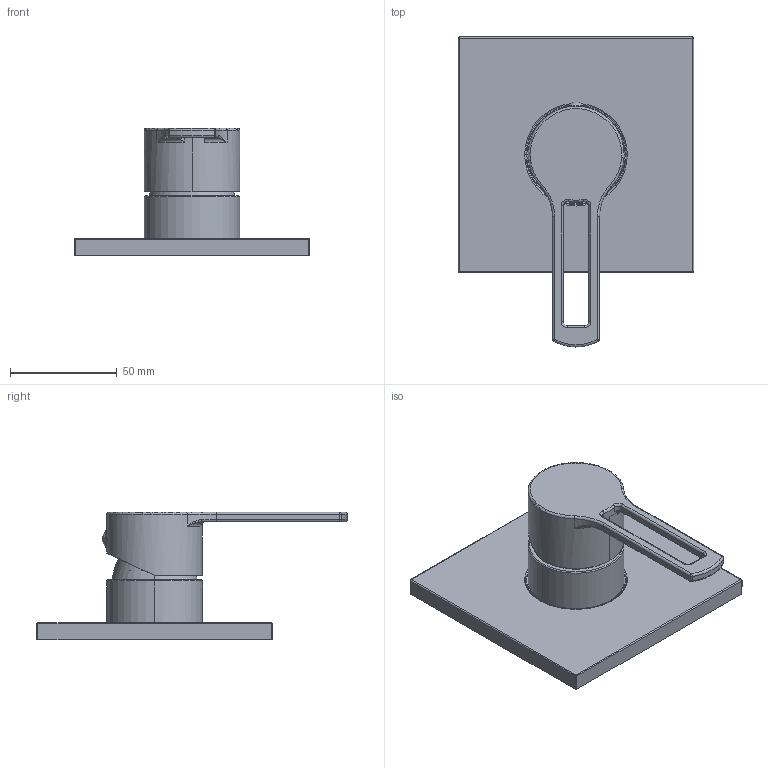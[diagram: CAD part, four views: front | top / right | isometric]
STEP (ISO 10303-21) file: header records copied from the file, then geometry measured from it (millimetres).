
FILE_DESCRIPTION((''),'2;1');
FILE_NAME('RIN010CR','2021-11-05T08:23:56',('ut3'),('PAFFONI SpA'),'CREO PARAMETRIC BY PTC INC, 2020044','CREO PARAMETRIC BY PTC INC, 2020044','');
FILE_SCHEMA(('CONFIG_CONTROL_DESIGN','SHAPE_APPEARANCE_LAYERS_GROUPS'));
Length unit declared in the file: millimetre
Products named in the file (1): RIN010CR
Bounding box: 110 x 144.95 x 59.6 mm (x, y, z)
Volume: 110143.2 mm3; surface area: 70183.3 mm2
Topology: 2 solids, 2 shells, 1084 faces, 2879 edges, 1793 vertices
Faces by surface type: plane 604, cylinder 262, torus 112, cone 46, sphere 36, bspline 24
Entity records: 45298 total; most frequent: CARTESIAN_POINT 11028, ORIENTED_EDGE 5738, DIRECTION 5418, EDGE_CURVE 2869, AXIS2_PLACEMENT_3D 1910, VERTEX_POINT 1793, VECTOR 1598, LINE 1598
